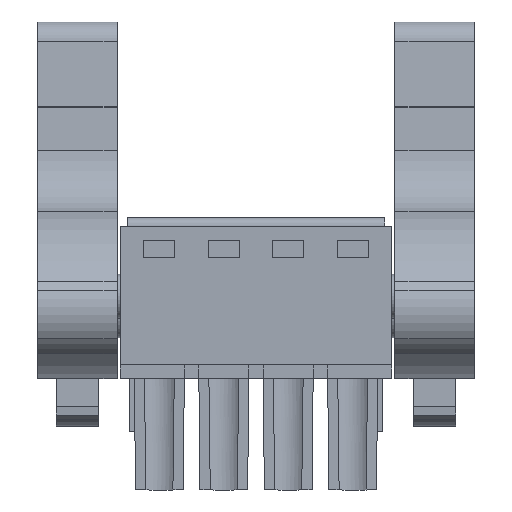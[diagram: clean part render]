
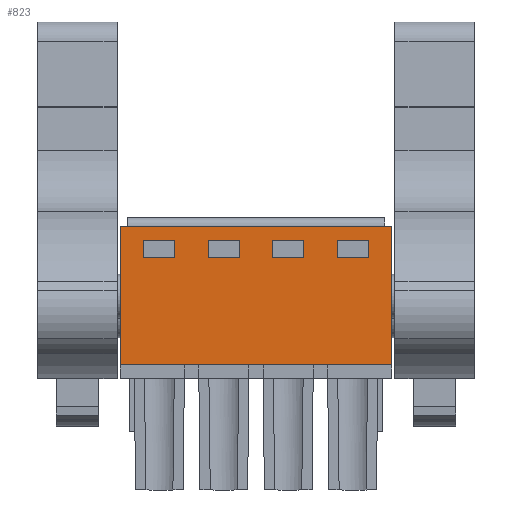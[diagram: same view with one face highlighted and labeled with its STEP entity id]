
A CAD part, front view. The second image highlights one B-rep face of the part: STEP entity #823.
In plain terms, the highlighted planar face has unit normal (0, -1, 0).
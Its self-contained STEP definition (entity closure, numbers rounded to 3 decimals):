
#667=AXIS2_PLACEMENT_3D('Plane Axis2P3D',#664,#665,#666) ;
#84=CARTESIAN_POINT('Line Origine',(12.915,0.,7.4)) ;
#88=CARTESIAN_POINT('Vertex',(4.9,0.,7.4)) ;
#90=CARTESIAN_POINT('Vertex',(20.93,0.,7.4)) ;
#264=CARTESIAN_POINT('Line Origine',(4.9,0.,11.5)) ;
#268=CARTESIAN_POINT('Vertex',(4.9,0.,15.6)) ;
#664=CARTESIAN_POINT('Axis2P3D Location',(5.295,0.,15.6)) ;
#669=CARTESIAN_POINT('Line Origine',(20.93,0.,11.5)) ;
#673=CARTESIAN_POINT('Vertex',(20.93,0.,15.6)) ;
#676=CARTESIAN_POINT('Line Origine',(12.915,0.,15.6)) ;
#687=CARTESIAN_POINT('Line Origine',(7.2,0.,14.78)) ;
#691=CARTESIAN_POINT('Vertex',(8.125,0.,14.78)) ;
#693=CARTESIAN_POINT('Vertex',(6.275,0.,14.78)) ;
#696=CARTESIAN_POINT('Line Origine',(8.125,0.,14.255)) ;
#700=CARTESIAN_POINT('Vertex',(8.125,0.,13.73)) ;
#703=CARTESIAN_POINT('Line Origine',(7.2,0.,13.73)) ;
#707=CARTESIAN_POINT('Vertex',(6.275,0.,13.73)) ;
#710=CARTESIAN_POINT('Line Origine',(6.275,0.,14.255)) ;
#721=CARTESIAN_POINT('Line Origine',(11.01,0.,13.73)) ;
#725=CARTESIAN_POINT('Vertex',(10.085,0.,13.73)) ;
#727=CARTESIAN_POINT('Vertex',(11.935,0.,13.73)) ;
#730=CARTESIAN_POINT('Line Origine',(10.085,0.,14.255)) ;
#734=CARTESIAN_POINT('Vertex',(10.085,0.,14.78)) ;
#737=CARTESIAN_POINT('Line Origine',(11.01,0.,14.78)) ;
#741=CARTESIAN_POINT('Vertex',(11.935,0.,14.78)) ;
#744=CARTESIAN_POINT('Line Origine',(11.935,0.,14.255)) ;
#755=CARTESIAN_POINT('Line Origine',(14.82,0.,13.73)) ;
#759=CARTESIAN_POINT('Vertex',(13.895,0.,13.73)) ;
#761=CARTESIAN_POINT('Vertex',(15.745,0.,13.73)) ;
#764=CARTESIAN_POINT('Line Origine',(13.895,0.,14.255)) ;
#768=CARTESIAN_POINT('Vertex',(13.895,0.,14.78)) ;
#771=CARTESIAN_POINT('Line Origine',(14.82,0.,14.78)) ;
#775=CARTESIAN_POINT('Vertex',(15.745,0.,14.78)) ;
#778=CARTESIAN_POINT('Line Origine',(15.745,0.,14.255)) ;
#789=CARTESIAN_POINT('Line Origine',(18.63,0.,14.78)) ;
#793=CARTESIAN_POINT('Vertex',(19.555,0.,14.78)) ;
#795=CARTESIAN_POINT('Vertex',(17.705,0.,14.78)) ;
#798=CARTESIAN_POINT('Line Origine',(19.555,0.,14.255)) ;
#802=CARTESIAN_POINT('Vertex',(19.555,0.,13.73)) ;
#805=CARTESIAN_POINT('Line Origine',(18.63,0.,13.73)) ;
#809=CARTESIAN_POINT('Vertex',(17.705,0.,13.73)) ;
#812=CARTESIAN_POINT('Line Origine',(17.705,0.,14.255)) ;
#85=DIRECTION('Vector Direction',(1.,0.,0.)) ;
#265=DIRECTION('Vector Direction',(0.,0.,1.)) ;
#665=DIRECTION('Axis2P3D Direction',(0.,-1.,0.)) ;
#666=DIRECTION('Axis2P3D XDirection',(0.,0.,-1.)) ;
#670=DIRECTION('Vector Direction',(0.,0.,1.)) ;
#677=DIRECTION('Vector Direction',(1.,0.,0.)) ;
#688=DIRECTION('Vector Direction',(-1.,0.,0.)) ;
#697=DIRECTION('Vector Direction',(0.,0.,1.)) ;
#704=DIRECTION('Vector Direction',(1.,0.,0.)) ;
#711=DIRECTION('Vector Direction',(0.,0.,-1.)) ;
#722=DIRECTION('Vector Direction',(1.,0.,0.)) ;
#731=DIRECTION('Vector Direction',(0.,0.,-1.)) ;
#738=DIRECTION('Vector Direction',(-1.,0.,0.)) ;
#745=DIRECTION('Vector Direction',(0.,0.,1.)) ;
#756=DIRECTION('Vector Direction',(1.,0.,0.)) ;
#765=DIRECTION('Vector Direction',(0.,0.,-1.)) ;
#772=DIRECTION('Vector Direction',(-1.,0.,0.)) ;
#779=DIRECTION('Vector Direction',(0.,0.,1.)) ;
#790=DIRECTION('Vector Direction',(-1.,0.,0.)) ;
#799=DIRECTION('Vector Direction',(0.,0.,1.)) ;
#806=DIRECTION('Vector Direction',(1.,0.,0.)) ;
#813=DIRECTION('Vector Direction',(0.,0.,-1.)) ;
#86=VECTOR('Line Direction',#85,1.) ;
#266=VECTOR('Line Direction',#265,1.) ;
#671=VECTOR('Line Direction',#670,1.) ;
#678=VECTOR('Line Direction',#677,1.) ;
#689=VECTOR('Line Direction',#688,1.) ;
#698=VECTOR('Line Direction',#697,1.) ;
#705=VECTOR('Line Direction',#704,1.) ;
#712=VECTOR('Line Direction',#711,1.) ;
#723=VECTOR('Line Direction',#722,1.) ;
#732=VECTOR('Line Direction',#731,1.) ;
#739=VECTOR('Line Direction',#738,1.) ;
#746=VECTOR('Line Direction',#745,1.) ;
#757=VECTOR('Line Direction',#756,1.) ;
#766=VECTOR('Line Direction',#765,1.) ;
#773=VECTOR('Line Direction',#772,1.) ;
#780=VECTOR('Line Direction',#779,1.) ;
#791=VECTOR('Line Direction',#790,1.) ;
#800=VECTOR('Line Direction',#799,1.) ;
#807=VECTOR('Line Direction',#806,1.) ;
#814=VECTOR('Line Direction',#813,1.) ;
#682=ORIENTED_EDGE('',*,*,#92,.T.) ;
#683=ORIENTED_EDGE('',*,*,#675,.T.) ;
#684=ORIENTED_EDGE('',*,*,#680,.T.) ;
#685=ORIENTED_EDGE('',*,*,#270,.F.) ;
#716=ORIENTED_EDGE('',*,*,#695,.F.) ;
#717=ORIENTED_EDGE('',*,*,#702,.F.) ;
#718=ORIENTED_EDGE('',*,*,#709,.F.) ;
#719=ORIENTED_EDGE('',*,*,#714,.F.) ;
#750=ORIENTED_EDGE('',*,*,#729,.F.) ;
#751=ORIENTED_EDGE('',*,*,#736,.F.) ;
#752=ORIENTED_EDGE('',*,*,#743,.F.) ;
#753=ORIENTED_EDGE('',*,*,#748,.F.) ;
#784=ORIENTED_EDGE('',*,*,#763,.F.) ;
#785=ORIENTED_EDGE('',*,*,#770,.F.) ;
#786=ORIENTED_EDGE('',*,*,#777,.F.) ;
#787=ORIENTED_EDGE('',*,*,#782,.F.) ;
#818=ORIENTED_EDGE('',*,*,#797,.F.) ;
#819=ORIENTED_EDGE('',*,*,#804,.F.) ;
#820=ORIENTED_EDGE('',*,*,#811,.F.) ;
#821=ORIENTED_EDGE('',*,*,#816,.F.) ;
#720=FACE_BOUND('',#715,.T.) ;
#754=FACE_BOUND('',#749,.T.) ;
#788=FACE_BOUND('',#783,.T.) ;
#822=FACE_BOUND('',#817,.T.) ;
#823=ADVANCED_FACE('HOUSING',(#686,#720,#754,#788,#822),#668,.T.) ;
#92=EDGE_CURVE('',#89,#91,#87,.T.) ;
#270=EDGE_CURVE('',#89,#269,#267,.T.) ;
#675=EDGE_CURVE('',#91,#674,#672,.T.) ;
#680=EDGE_CURVE('',#674,#269,#679,.F.) ;
#695=EDGE_CURVE('',#692,#694,#690,.T.) ;
#702=EDGE_CURVE('',#701,#692,#699,.T.) ;
#709=EDGE_CURVE('',#708,#701,#706,.T.) ;
#714=EDGE_CURVE('',#694,#708,#713,.T.) ;
#729=EDGE_CURVE('',#726,#728,#724,.T.) ;
#736=EDGE_CURVE('',#735,#726,#733,.T.) ;
#743=EDGE_CURVE('',#742,#735,#740,.T.) ;
#748=EDGE_CURVE('',#728,#742,#747,.T.) ;
#763=EDGE_CURVE('',#760,#762,#758,.T.) ;
#770=EDGE_CURVE('',#769,#760,#767,.T.) ;
#777=EDGE_CURVE('',#776,#769,#774,.T.) ;
#782=EDGE_CURVE('',#762,#776,#781,.T.) ;
#797=EDGE_CURVE('',#794,#796,#792,.T.) ;
#804=EDGE_CURVE('',#803,#794,#801,.T.) ;
#811=EDGE_CURVE('',#810,#803,#808,.T.) ;
#816=EDGE_CURVE('',#796,#810,#815,.T.) ;
#681=EDGE_LOOP('',(#682,#683,#684,#685)) ;
#715=EDGE_LOOP('',(#716,#717,#718,#719)) ;
#749=EDGE_LOOP('',(#750,#751,#752,#753)) ;
#783=EDGE_LOOP('',(#784,#785,#786,#787)) ;
#817=EDGE_LOOP('',(#818,#819,#820,#821)) ;
#686=FACE_OUTER_BOUND('',#681,.T.) ;
#87=LINE('Line',#84,#86) ;
#267=LINE('Line',#264,#266) ;
#672=LINE('Line',#669,#671) ;
#679=LINE('Line',#676,#678) ;
#690=LINE('Line',#687,#689) ;
#699=LINE('Line',#696,#698) ;
#706=LINE('Line',#703,#705) ;
#713=LINE('Line',#710,#712) ;
#724=LINE('Line',#721,#723) ;
#733=LINE('Line',#730,#732) ;
#740=LINE('Line',#737,#739) ;
#747=LINE('Line',#744,#746) ;
#758=LINE('Line',#755,#757) ;
#767=LINE('Line',#764,#766) ;
#774=LINE('Line',#771,#773) ;
#781=LINE('Line',#778,#780) ;
#792=LINE('Line',#789,#791) ;
#801=LINE('Line',#798,#800) ;
#808=LINE('Line',#805,#807) ;
#815=LINE('Line',#812,#814) ;
#668=PLANE('',#667) ;
#89=VERTEX_POINT('',#88) ;
#91=VERTEX_POINT('',#90) ;
#269=VERTEX_POINT('',#268) ;
#674=VERTEX_POINT('',#673) ;
#692=VERTEX_POINT('',#691) ;
#694=VERTEX_POINT('',#693) ;
#701=VERTEX_POINT('',#700) ;
#708=VERTEX_POINT('',#707) ;
#726=VERTEX_POINT('',#725) ;
#728=VERTEX_POINT('',#727) ;
#735=VERTEX_POINT('',#734) ;
#742=VERTEX_POINT('',#741) ;
#760=VERTEX_POINT('',#759) ;
#762=VERTEX_POINT('',#761) ;
#769=VERTEX_POINT('',#768) ;
#776=VERTEX_POINT('',#775) ;
#794=VERTEX_POINT('',#793) ;
#796=VERTEX_POINT('',#795) ;
#803=VERTEX_POINT('',#802) ;
#810=VERTEX_POINT('',#809) ;
